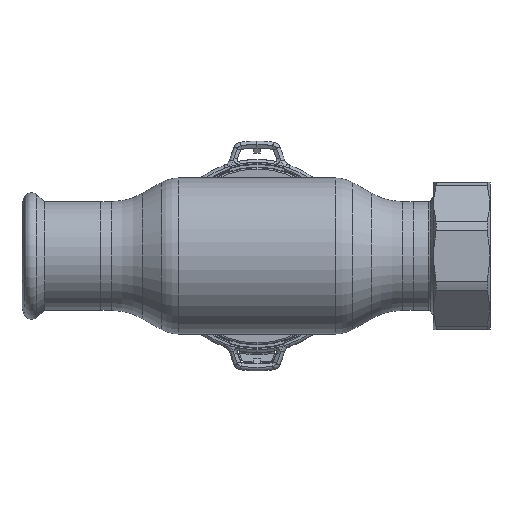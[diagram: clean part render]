
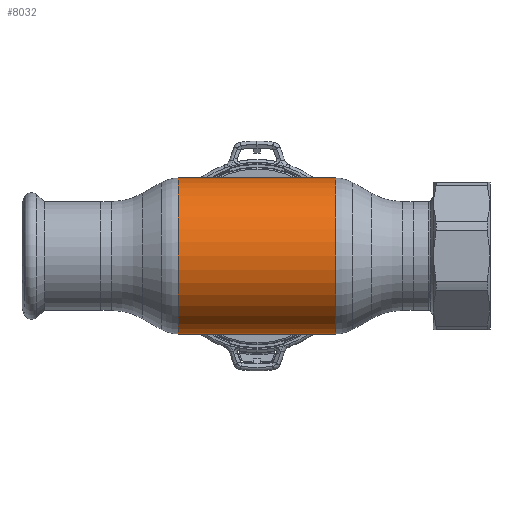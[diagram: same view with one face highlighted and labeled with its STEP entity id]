
A CAD part, front view. The second image highlights one B-rep face of the part: STEP entity #8032.
In plain terms, the highlighted cylindrical face has radius 27.5 mm (diameter 55 mm), a partial arc.
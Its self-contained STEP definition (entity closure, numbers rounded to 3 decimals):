
#1665 = AXIS2_PLACEMENT_3D ( 'NONE', #35919, #33861, #24390 ) ;
#3556 = VERTEX_POINT ( 'NONE', #6927 ) ;
#5557 = ORIENTED_EDGE ( 'NONE', *, *, #27518, .F. ) ;
#6554 = CARTESIAN_POINT ( 'NONE',  ( -27.785, 0., -27.5 ) ) ;
#6927 = CARTESIAN_POINT ( 'NONE',  ( 27.785, 0., -27.5 ) ) ;
#7618 = CARTESIAN_POINT ( 'NONE',  ( -62.69, 0., -27.5 ) ) ;
#8032 = ADVANCED_FACE ( 'NONE', ( #13174 ), #37796, .T. ) ;
#8457 = VERTEX_POINT ( 'NONE', #19302 ) ;
#9028 = CIRCLE ( 'NONE', #19345, 27.5 ) ;
#11518 = CARTESIAN_POINT ( 'NONE',  ( -62.69, 0., 0. ) ) ;
#13174 = FACE_OUTER_BOUND ( 'NONE', #38829, .T. ) ;
#13813 = DIRECTION ( 'NONE',  ( -1., 0., 0. ) ) ;
#16681 = DIRECTION ( 'NONE',  ( 0., 0., 1. ) ) ;
#17030 = LINE ( 'NONE', #38233, #20046 ) ;
#17362 = DIRECTION ( 'NONE',  ( -1., 0., 0. ) ) ;
#17581 = CARTESIAN_POINT ( 'NONE',  ( 27.785, 0., 27.5 ) ) ;
#17785 = CIRCLE ( 'NONE', #1665, 27.5 ) ;
#19302 = CARTESIAN_POINT ( 'NONE',  ( -27.785, 0., 27.5 ) ) ;
#19345 = AXIS2_PLACEMENT_3D ( 'NONE', #34453, #34835, #16681 ) ;
#20046 = VECTOR ( 'NONE', #13813, 1000. ) ;
#20681 = ORIENTED_EDGE ( 'NONE', *, *, #23085, .F. ) ;
#20772 = ORIENTED_EDGE ( 'NONE', *, *, #25199, .T. ) ;
#22282 = AXIS2_PLACEMENT_3D ( 'NONE', #11518, #17362, #32545 ) ;
#22609 = VECTOR ( 'NONE', #25650, 1000. ) ;
#23085 = EDGE_CURVE ( 'NONE', #3556, #34342, #35314, .T. ) ;
#24390 = DIRECTION ( 'NONE',  ( 0., 0., 1. ) ) ;
#25199 = EDGE_CURVE ( 'NONE', #3556, #28339, #17785, .T. ) ;
#25650 = DIRECTION ( 'NONE',  ( -1., 0., 0. ) ) ;
#27518 = EDGE_CURVE ( 'NONE', #34342, #8457, #9028, .T. ) ;
#27857 = EDGE_CURVE ( 'NONE', #28339, #8457, #17030, .T. ) ;
#28339 = VERTEX_POINT ( 'NONE', #17581 ) ;
#32510 = ORIENTED_EDGE ( 'NONE', *, *, #27857, .T. ) ;
#32545 = DIRECTION ( 'NONE',  ( 0., 0., 1. ) ) ;
#33861 = DIRECTION ( 'NONE',  ( -1., 0., 0. ) ) ;
#34342 = VERTEX_POINT ( 'NONE', #6554 ) ;
#34453 = CARTESIAN_POINT ( 'NONE',  ( -27.785, 0., 0. ) ) ;
#34835 = DIRECTION ( 'NONE',  ( -1., 0., 0. ) ) ;
#35314 = LINE ( 'NONE', #7618, #22609 ) ;
#35919 = CARTESIAN_POINT ( 'NONE',  ( 27.785, 0., 0. ) ) ;
#37796 = CYLINDRICAL_SURFACE ( 'NONE', #22282, 27.5 ) ;
#38233 = CARTESIAN_POINT ( 'NONE',  ( -62.69, 0., 27.5 ) ) ;
#38829 = EDGE_LOOP ( 'NONE', ( #20681, #20772, #32510, #5557 ) ) ;
